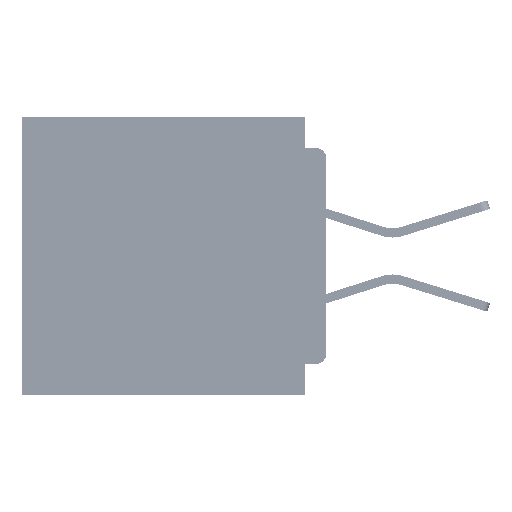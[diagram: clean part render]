
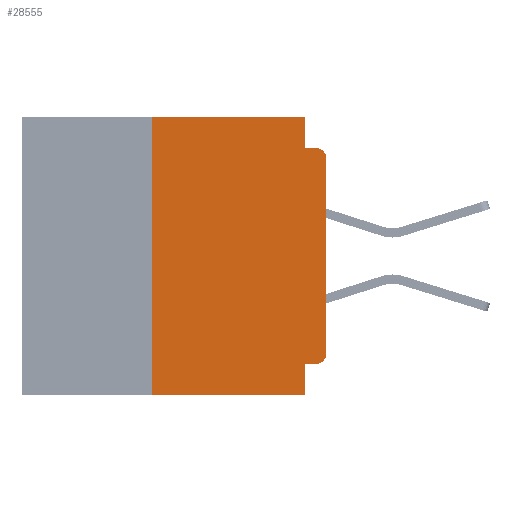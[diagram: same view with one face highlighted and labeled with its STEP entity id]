
A CAD part, left-side view. The second image highlights one B-rep face of the part: STEP entity #28555.
In plain terms, the highlighted planar face has unit normal (-1, 0, 0).
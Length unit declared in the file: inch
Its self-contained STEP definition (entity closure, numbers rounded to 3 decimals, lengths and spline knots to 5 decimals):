
#1184 = DIRECTION ( 'NONE',  ( -1., 0., 0. ) ) ;
#2083 = CARTESIAN_POINT ( 'NONE',  ( 0., 0.437, 0. ) ) ;
#2096 = DIRECTION ( 'NONE',  ( 0., -1., 0. ) ) ;
#3932 = LINE ( 'NONE', #57008, #19382 ) ;
#5500 = CARTESIAN_POINT ( 'NONE',  ( 0., 0.031, 0. ) ) ;
#5521 = VERTEX_POINT ( 'NONE', #47781 ) ;
#6653 = CARTESIAN_POINT ( 'NONE',  ( 0., 0.25, -0.4 ) ) ;
#7269 = DIRECTION ( 'NONE',  ( 0., -1., 0. ) ) ;
#8512 = LINE ( 'NONE', #22710, #62136 ) ;
#8839 = VERTEX_POINT ( 'NONE', #12263 ) ;
#8918 = CARTESIAN_POINT ( 'NONE',  ( 0., 0., -0.355 ) ) ;
#9638 = LINE ( 'NONE', #8918, #64912 ) ;
#9724 = ORIENTED_EDGE ( 'NONE', *, *, #18587, .T. ) ;
#10981 = ORIENTED_EDGE ( 'NONE', *, *, #24010, .F. ) ;
#11854 = EDGE_CURVE ( 'NONE', #5521, #66359, #26515, .T. ) ;
#12263 = CARTESIAN_POINT ( 'NONE',  ( 0., 0., -0.34 ) ) ;
#13888 = VERTEX_POINT ( 'NONE', #42329 ) ;
#13929 = EDGE_CURVE ( 'NONE', #47400, #8839, #20523, .T. ) ;
#14968 = ORIENTED_EDGE ( 'NONE', *, *, #52384, .F. ) ;
#18349 = CARTESIAN_POINT ( 'NONE',  ( 0., 0.015, -0.06 ) ) ;
#18587 = EDGE_CURVE ( 'NONE', #62213, #42801, #28656, .T. ) ;
#19382 = VECTOR ( 'NONE', #31277, 39.37008 ) ;
#19569 = EDGE_CURVE ( 'NONE', #40223, #38007, #62732, .T. ) ;
#20523 = CIRCLE ( 'NONE', #28167, 0.015 ) ;
#20889 = CARTESIAN_POINT ( 'NONE',  ( 0., 0.031, 0. ) ) ;
#22397 = CARTESIAN_POINT ( 'NONE',  ( 0., 0.015, -0.045 ) ) ;
#22710 = CARTESIAN_POINT ( 'NONE',  ( 0., 0., -0.045 ) ) ;
#22909 = LINE ( 'NONE', #5500, #38400 ) ;
#23006 = CARTESIAN_POINT ( 'NONE',  ( 0., 0.015, -0.355 ) ) ;
#23547 = DIRECTION ( 'NONE',  ( 0., 0., -1. ) ) ;
#24010 = EDGE_CURVE ( 'NONE', #62213, #40223, #25390, .T. ) ;
#25390 = LINE ( 'NONE', #6653, #37638 ) ;
#26441 = ORIENTED_EDGE ( 'NONE', *, *, #11854, .T. ) ;
#26469 = ORIENTED_EDGE ( 'NONE', *, *, #53910, .F. ) ;
#26515 = CIRCLE ( 'NONE', #62854, 0.015 ) ;
#28167 = AXIS2_PLACEMENT_3D ( 'NONE', #32304, #1184, #37548 ) ;
#28555 = ADVANCED_FACE ( 'NONE', ( #34655 ), #42947, .F. ) ;
#28656 = LINE ( 'NONE', #51030, #55626 ) ;
#31277 = DIRECTION ( 'NONE',  ( 0., 0., 1. ) ) ;
#31841 = LINE ( 'NONE', #57591, #56277 ) ;
#32304 = CARTESIAN_POINT ( 'NONE',  ( 0., 0.015, -0.34 ) ) ;
#32440 = DIRECTION ( 'NONE',  ( 1., 0., 0. ) ) ;
#33216 = EDGE_CURVE ( 'NONE', #8839, #5521, #3932, .T. ) ;
#34655 = FACE_OUTER_BOUND ( 'NONE', #44764, .T. ) ;
#34996 = ORIENTED_EDGE ( 'NONE', *, *, #33216, .T. ) ;
#35148 = VECTOR ( 'NONE', #7269, 39.37008 ) ;
#35561 = DIRECTION ( 'NONE',  ( 0., -1., 0. ) ) ;
#37548 = DIRECTION ( 'NONE',  ( 0., 0., -1. ) ) ;
#37638 = VECTOR ( 'NONE', #58694, 39.37008 ) ;
#37697 = CARTESIAN_POINT ( 'NONE',  ( 0., 0.437, 0. ) ) ;
#38007 = VERTEX_POINT ( 'NONE', #20889 ) ;
#38400 = VECTOR ( 'NONE', #41868, 39.37008 ) ;
#40223 = VERTEX_POINT ( 'NONE', #43023 ) ;
#41868 = DIRECTION ( 'NONE',  ( 0., 0., -1. ) ) ;
#41884 = CARTESIAN_POINT ( 'NONE',  ( 0., 0.031, -0.4 ) ) ;
#42329 = CARTESIAN_POINT ( 'NONE',  ( 0., 0.031, -0.045 ) ) ;
#42801 = VERTEX_POINT ( 'NONE', #41884 ) ;
#42947 = PLANE ( 'NONE',  #63442 ) ;
#43023 = CARTESIAN_POINT ( 'NONE',  ( 0., 0.25, 0. ) ) ;
#44764 = EDGE_LOOP ( 'NONE', ( #34996, #26441, #14968, #26469, #66632, #10981, #9724, #51908, #47775, #50364 ) ) ;
#45310 = DIRECTION ( 'NONE',  ( 0., 1., 0. ) ) ;
#46829 = CARTESIAN_POINT ( 'NONE',  ( 0., 0.031, -0.355 ) ) ;
#47400 = VERTEX_POINT ( 'NONE', #23006 ) ;
#47775 = ORIENTED_EDGE ( 'NONE', *, *, #57197, .F. ) ;
#47781 = CARTESIAN_POINT ( 'NONE',  ( 0., 0., -0.06 ) ) ;
#48141 = DIRECTION ( 'NONE',  ( 0., 0., -1. ) ) ;
#50214 = VERTEX_POINT ( 'NONE', #46829 ) ;
#50364 = ORIENTED_EDGE ( 'NONE', *, *, #13929, .T. ) ;
#51030 = CARTESIAN_POINT ( 'NONE',  ( 0., 0.437, -0.4 ) ) ;
#51908 = ORIENTED_EDGE ( 'NONE', *, *, #54037, .F. ) ;
#52384 = EDGE_CURVE ( 'NONE', #13888, #66359, #8512, .T. ) ;
#53910 = EDGE_CURVE ( 'NONE', #38007, #13888, #22909, .T. ) ;
#54037 = EDGE_CURVE ( 'NONE', #50214, #42801, #31841, .T. ) ;
#54725 = DIRECTION ( 'NONE',  ( -1., 0., 0. ) ) ;
#55626 = VECTOR ( 'NONE', #35561, 39.37008 ) ;
#56277 = VECTOR ( 'NONE', #62752, 39.37008 ) ;
#57008 = CARTESIAN_POINT ( 'NONE',  ( 0., 0., 0. ) ) ;
#57197 = EDGE_CURVE ( 'NONE', #47400, #50214, #9638, .T. ) ;
#57591 = CARTESIAN_POINT ( 'NONE',  ( 0., 0.031, -0.4 ) ) ;
#58694 = DIRECTION ( 'NONE',  ( 0., 0., 1. ) ) ;
#61244 = CARTESIAN_POINT ( 'NONE',  ( 0., 0.25, -0.4 ) ) ;
#62136 = VECTOR ( 'NONE', #2096, 39.37008 ) ;
#62213 = VERTEX_POINT ( 'NONE', #61244 ) ;
#62732 = LINE ( 'NONE', #2083, #35148 ) ;
#62752 = DIRECTION ( 'NONE',  ( 0., 0., -1. ) ) ;
#62854 = AXIS2_PLACEMENT_3D ( 'NONE', #18349, #54725, #23547 ) ;
#63442 = AXIS2_PLACEMENT_3D ( 'NONE', #37697, #32440, #48141 ) ;
#64912 = VECTOR ( 'NONE', #45310, 39.37008 ) ;
#66359 = VERTEX_POINT ( 'NONE', #22397 ) ;
#66632 = ORIENTED_EDGE ( 'NONE', *, *, #19569, .F. ) ;
